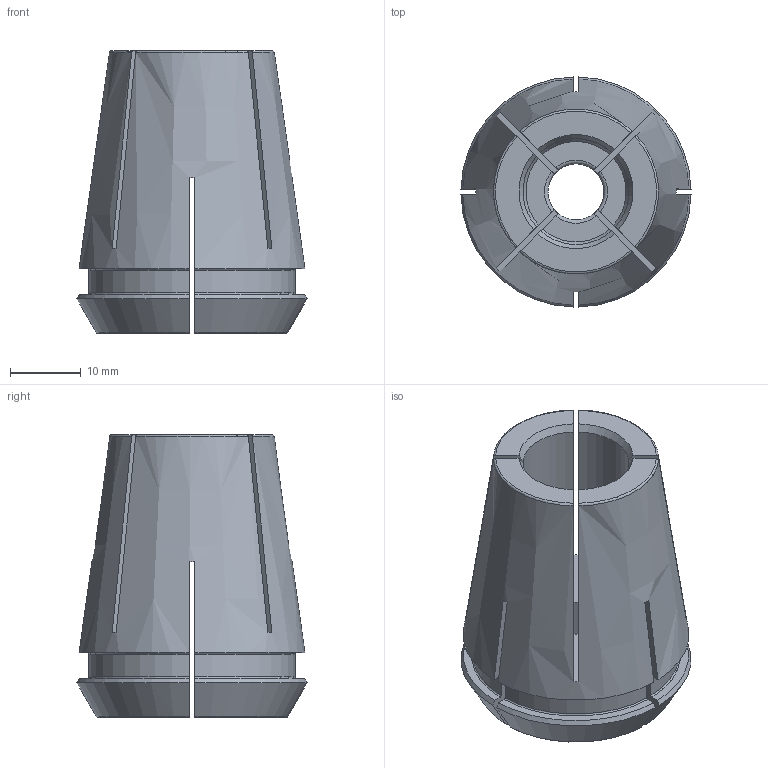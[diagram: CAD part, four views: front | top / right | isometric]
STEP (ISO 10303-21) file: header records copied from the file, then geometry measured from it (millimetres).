
FILE_DESCRIPTION(/* description */ (''),/* implementation_level */ '2;1');
FILE_NAME(/* name */ '123207942.stp',/* time_stamp */ '2021-01-08T12:56:32',/* author */ ('LRA'),/* organization */ ('REGO-FIX'),/* preprocessor_version */ ' Unknown',/* originating_system */ 'SIEMENS PLM Software Solid Edge ST10',/* authorization */ 'Unknown');
FILE_SCHEMA (('AUTOMOTIVE_DESIGN { 1 0 10303 214 2 1 1}'));
Length unit declared in the file: millimetre
Products named in the file (1): NOCUT
Bounding box: 32.59 x 32.59 x 40 mm (x, y, z)
Volume: 19680.1 mm3; surface area: 9438.6 mm2
Topology: 1 solids, 1 shells, 94 faces, 281 edges, 187 vertices
Faces by surface type: plane 44, torus 24, cone 17, cylinder 9
Full cylindrical faces by diameter (mm): 7.938 x1
Entity records: 3316 total; most frequent: CARTESIAN_POINT 786, ORIENTED_EDGE 552, DIRECTION 516, EDGE_CURVE 276, AXIS2_PLACEMENT_3D 206, VERTEX_POINT 184, CIRCLE 108, LINE 104
